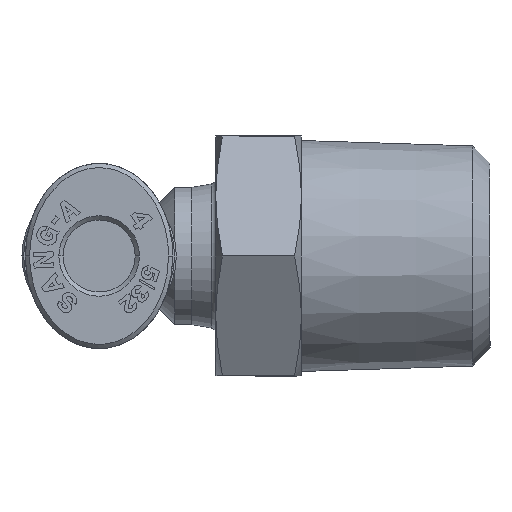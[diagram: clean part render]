
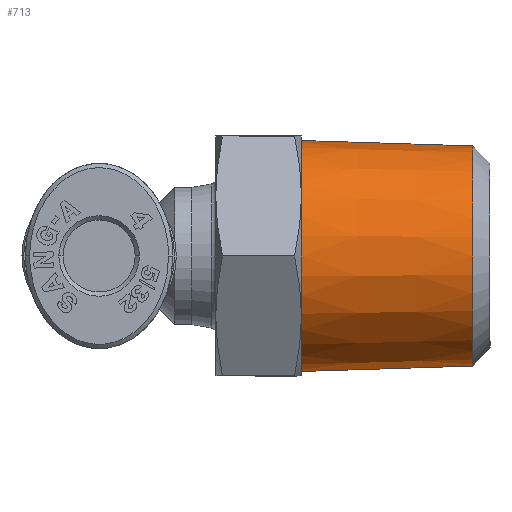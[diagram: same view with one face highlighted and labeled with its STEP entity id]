
A CAD part, left-side view. The second image highlights one B-rep face of the part: STEP entity #713.
In plain terms, the highlighted conical face has half-angle 1.791 degrees and reference radius 6.734 mm.
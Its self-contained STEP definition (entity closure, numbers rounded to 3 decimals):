
#365 = CARTESIAN_POINT ( 'NONE',  ( 5.1, -6.734, -11.8 ) ) ;
#452 = AXIS2_PLACEMENT_3D ( 'NONE', #12263, #3549, #21166 ) ;
#713 = ADVANCED_FACE ( 'NONE', ( #16662 ), #2632, .T. ) ;
#1208 = LINE ( 'NONE', #13440, #6731 ) ;
#1982 = VERTEX_POINT ( 'NONE', #365 ) ;
#2632 = CONICAL_SURFACE ( 'NONE', #452, 6.734, 0.031 ) ;
#2831 = DIRECTION ( 'NONE',  ( 0., 0., -1. ) ) ;
#3502 = CARTESIAN_POINT ( 'NONE',  ( 5.1, -6.422, -21.8 ) ) ;
#3528 = CARTESIAN_POINT ( 'NONE',  ( 5.1, 6.734, -11.8 ) ) ;
#3549 = DIRECTION ( 'NONE',  ( 0., 0., 1. ) ) ;
#4384 = CARTESIAN_POINT ( 'NONE',  ( 5.1, 6.422, -21.8 ) ) ;
#4503 = DIRECTION ( 'NONE',  ( 0., -0.031, 1. ) ) ;
#5266 = CIRCLE ( 'NONE', #23213, 6.734 ) ;
#6731 = VECTOR ( 'NONE', #4503, 1000. ) ;
#7825 = VERTEX_POINT ( 'NONE', #3528 ) ;
#8266 = EDGE_CURVE ( 'NONE', #17077, #7825, #12722, .T. ) ;
#9499 = VERTEX_POINT ( 'NONE', #3502 ) ;
#10352 = ORIENTED_EDGE ( 'NONE', *, *, #18151, .F. ) ;
#10766 = DIRECTION ( 'NONE',  ( 0., 0., 1. ) ) ;
#10897 = CARTESIAN_POINT ( 'NONE',  ( 5.1, 6.734, -11.8 ) ) ;
#11353 = VECTOR ( 'NONE', #26452, 1000. ) ;
#12263 = CARTESIAN_POINT ( 'NONE',  ( 5.1, 0., -11.8 ) ) ;
#12722 = LINE ( 'NONE', #10897, #11353 ) ;
#13440 = CARTESIAN_POINT ( 'NONE',  ( 5.1, -6.734, -11.8 ) ) ;
#15713 = CARTESIAN_POINT ( 'NONE',  ( 5.1, 0., -11.8 ) ) ;
#16662 = FACE_OUTER_BOUND ( 'NONE', #19636, .T. ) ;
#17077 = VERTEX_POINT ( 'NONE', #4384 ) ;
#17078 = CIRCLE ( 'NONE', #19254, 6.422 ) ;
#18151 = EDGE_CURVE ( 'NONE', #9499, #1982, #1208, .T. ) ;
#18314 = DIRECTION ( 'NONE',  ( 0., -1., 0. ) ) ;
#19254 = AXIS2_PLACEMENT_3D ( 'NONE', #28665, #10766, #26519 ) ;
#19636 = EDGE_LOOP ( 'NONE', ( #24343, #21997, #21918, #10352 ) ) ;
#21166 = DIRECTION ( 'NONE',  ( 0., -1., 0. ) ) ;
#21918 = ORIENTED_EDGE ( 'NONE', *, *, #25925, .T. ) ;
#21997 = ORIENTED_EDGE ( 'NONE', *, *, #8266, .T. ) ;
#23213 = AXIS2_PLACEMENT_3D ( 'NONE', #15713, #2831, #18314 ) ;
#24343 = ORIENTED_EDGE ( 'NONE', *, *, #25841, .T. ) ;
#25841 = EDGE_CURVE ( 'NONE', #9499, #17077, #17078, .T. ) ;
#25925 = EDGE_CURVE ( 'NONE', #7825, #1982, #5266, .T. ) ;
#26452 = DIRECTION ( 'NONE',  ( 0., 0.031, 1. ) ) ;
#26519 = DIRECTION ( 'NONE',  ( -1., 0., 0. ) ) ;
#28665 = CARTESIAN_POINT ( 'NONE',  ( 5.1, 0., -21.8 ) ) ;
